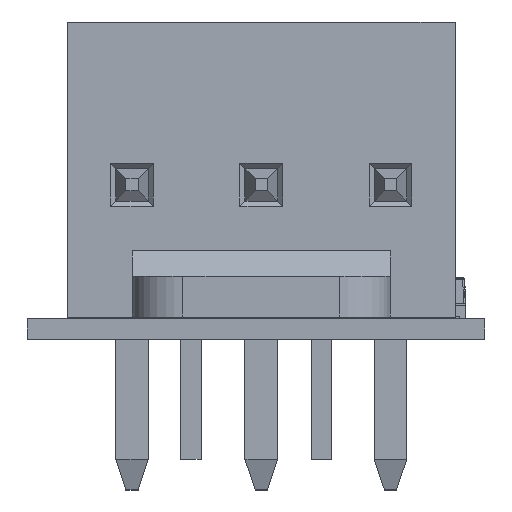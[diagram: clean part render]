
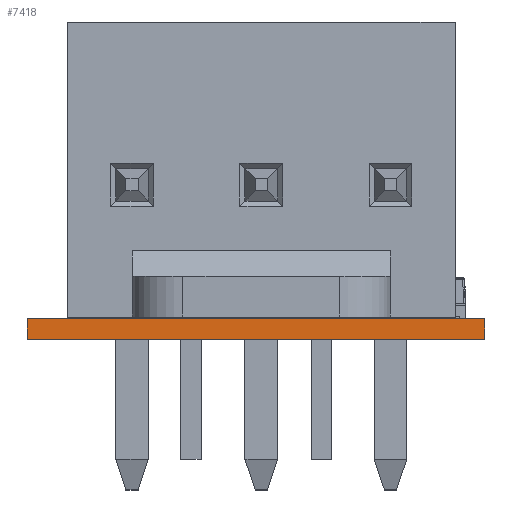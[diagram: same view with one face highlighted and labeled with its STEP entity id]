
A CAD part, front view. The second image highlights one B-rep face of the part: STEP entity #7418.
In plain terms, the highlighted planar face has unit normal (0, -1, 0).
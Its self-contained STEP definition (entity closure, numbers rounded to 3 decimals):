
#563 = ORIENTED_EDGE ( 'NONE', *, *, #8856, .T. ) ;
#589 = LINE ( 'NONE', #8043, #13282 ) ;
#1512 = DIRECTION ( 'NONE',  ( 0., 0., -1. ) ) ;
#3634 = CARTESIAN_POINT ( 'NONE',  ( 111.997, 52.832, -0.411 ) ) ;
#3692 = FACE_OUTER_BOUND ( 'NONE', #13853, .T. ) ;
#4082 = CARTESIAN_POINT ( 'NONE',  ( 102.997, 52.832, -0.411 ) ) ;
#5592 = VERTEX_POINT ( 'NONE', #33176 ) ;
#5747 = LINE ( 'NONE', #18246, #16273 ) ;
#7418 = ADVANCED_FACE ( 'NONE', ( #3692 ), #14156, .T. ) ;
#8043 = CARTESIAN_POINT ( 'NONE',  ( 111.997, 52.832, -0.411 ) ) ;
#8238 = CARTESIAN_POINT ( 'NONE',  ( 102.997, 52.832, -0.411 ) ) ;
#8856 = EDGE_CURVE ( 'NONE', #5592, #32951, #589, .T. ) ;
#10120 = EDGE_CURVE ( 'NONE', #5592, #29206, #16477, .T. ) ;
#13282 = VECTOR ( 'NONE', #17988, 1000. ) ;
#13853 = EDGE_LOOP ( 'NONE', ( #563, #24663, #20589, #22682 ) ) ;
#14156 = PLANE ( 'NONE',  #29929 ) ;
#15824 = DIRECTION ( 'NONE',  ( 0., 0., 1. ) ) ;
#16054 = DIRECTION ( 'NONE',  ( -1., 0., 0. ) ) ;
#16101 = VERTEX_POINT ( 'NONE', #25195 ) ;
#16273 = VECTOR ( 'NONE', #16054, 1000. ) ;
#16477 = LINE ( 'NONE', #3634, #17937 ) ;
#16855 = DIRECTION ( 'NONE',  ( 0., -1., 0. ) ) ;
#17937 = VECTOR ( 'NONE', #26794, 1000. ) ;
#17988 = DIRECTION ( 'NONE',  ( 0., 0., 1. ) ) ;
#18246 = CARTESIAN_POINT ( 'NONE',  ( 111.997, 52.832, 0. ) ) ;
#20589 = ORIENTED_EDGE ( 'NONE', *, *, #25067, .F. ) ;
#22682 = ORIENTED_EDGE ( 'NONE', *, *, #10120, .F. ) ;
#23224 = EDGE_CURVE ( 'NONE', #32951, #16101, #5747, .T. ) ;
#24484 = CARTESIAN_POINT ( 'NONE',  ( 111.997, 52.832, -0.411 ) ) ;
#24663 = ORIENTED_EDGE ( 'NONE', *, *, #23224, .T. ) ;
#25067 = EDGE_CURVE ( 'NONE', #29206, #16101, #31072, .T. ) ;
#25088 = VECTOR ( 'NONE', #15824, 1000. ) ;
#25195 = CARTESIAN_POINT ( 'NONE',  ( 102.997, 52.832, 0. ) ) ;
#26794 = DIRECTION ( 'NONE',  ( -1., 0., 0. ) ) ;
#29206 = VERTEX_POINT ( 'NONE', #4082 ) ;
#29929 = AXIS2_PLACEMENT_3D ( 'NONE', #24484, #16855, #1512 ) ;
#31072 = LINE ( 'NONE', #8238, #25088 ) ;
#31708 = CARTESIAN_POINT ( 'NONE',  ( 111.997, 52.832, 0. ) ) ;
#32951 = VERTEX_POINT ( 'NONE', #31708 ) ;
#33176 = CARTESIAN_POINT ( 'NONE',  ( 111.997, 52.832, -0.411 ) ) ;
